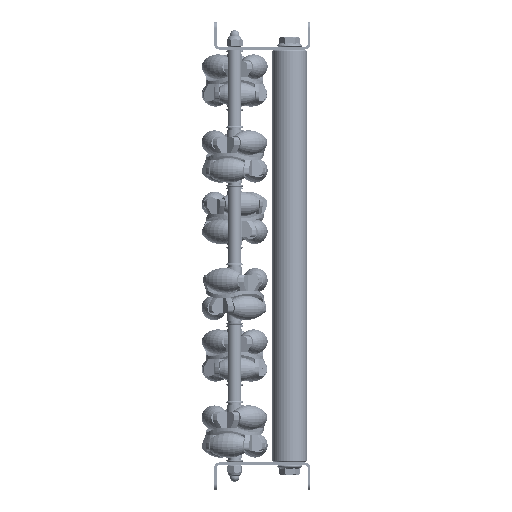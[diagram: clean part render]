
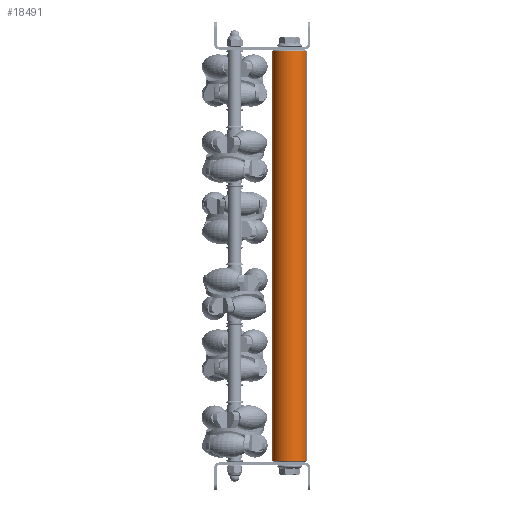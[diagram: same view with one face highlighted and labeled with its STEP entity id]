
A CAD part, left-side view. The second image highlights one B-rep face of the part: STEP entity #18491.
In plain terms, the highlighted cylindrical face has radius 12.5 mm (diameter 25 mm), a partial arc.
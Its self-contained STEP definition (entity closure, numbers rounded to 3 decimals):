
#703 = CYLINDRICAL_SURFACE ( 'NONE', #15254, 12.5 ) ;
#1385 = EDGE_CURVE ( 'NONE', #25692, #12914, #14819, .T. ) ;
#3192 = CARTESIAN_POINT ( 'NONE',  ( 299., 0., 0. ) ) ;
#3318 = VERTEX_POINT ( 'NONE', #3650 ) ;
#3469 = CIRCLE ( 'NONE', #19135, 12.5 ) ;
#3650 = CARTESIAN_POINT ( 'NONE',  ( 1., 0., 12.5 ) ) ;
#3910 = ORIENTED_EDGE ( 'NONE', *, *, #1385, .F. ) ;
#4610 = CARTESIAN_POINT ( 'NONE',  ( 1., 0., 0. ) ) ;
#5862 = DIRECTION ( 'NONE',  ( -1., 0., 0. ) ) ;
#5992 = FACE_OUTER_BOUND ( 'NONE', #29296, .T. ) ;
#6564 = ORIENTED_EDGE ( 'NONE', *, *, #12916, .T. ) ;
#6849 = DIRECTION ( 'NONE',  ( 1., 0., 0. ) ) ;
#7113 = EDGE_CURVE ( 'NONE', #25692, #7915, #3469, .T. ) ;
#7915 = VERTEX_POINT ( 'NONE', #8574 ) ;
#8574 = CARTESIAN_POINT ( 'NONE',  ( 299., 0., 12.5 ) ) ;
#12099 = CARTESIAN_POINT ( 'NONE',  ( 300., 0., 0. ) ) ;
#12432 = CARTESIAN_POINT ( 'NONE',  ( 300., 0., -12.5 ) ) ;
#12914 = VERTEX_POINT ( 'NONE', #18402 ) ;
#12916 = EDGE_CURVE ( 'NONE', #3318, #12914, #24154, .T. ) ;
#14819 = LINE ( 'NONE', #12432, #15547 ) ;
#15254 = AXIS2_PLACEMENT_3D ( 'NONE', #12099, #19631, #27906 ) ;
#15547 = VECTOR ( 'NONE', #28239, 1000. ) ;
#16536 = DIRECTION ( 'NONE',  ( 0., 0., -1. ) ) ;
#18402 = CARTESIAN_POINT ( 'NONE',  ( 1., 0., -12.5 ) ) ;
#18491 = ADVANCED_FACE ( 'NONE', ( #5992 ), #703, .T. ) ;
#19135 = AXIS2_PLACEMENT_3D ( 'NONE', #3192, #5862, #16536 ) ;
#19631 = DIRECTION ( 'NONE',  ( -1., 0., 0. ) ) ;
#19853 = AXIS2_PLACEMENT_3D ( 'NONE', #4610, #6849, #29303 ) ;
#21479 = DIRECTION ( 'NONE',  ( -1., 0., 0. ) ) ;
#22178 = CARTESIAN_POINT ( 'NONE',  ( 299., 0., -12.5 ) ) ;
#22587 = ORIENTED_EDGE ( 'NONE', *, *, #7113, .T. ) ;
#23888 = CARTESIAN_POINT ( 'NONE',  ( 300., 0., 12.5 ) ) ;
#24154 = CIRCLE ( 'NONE', #19853, 12.5 ) ;
#25187 = EDGE_CURVE ( 'NONE', #7915, #3318, #28496, .T. ) ;
#25692 = VERTEX_POINT ( 'NONE', #22178 ) ;
#27445 = ORIENTED_EDGE ( 'NONE', *, *, #25187, .T. ) ;
#27562 = VECTOR ( 'NONE', #21479, 1000. ) ;
#27906 = DIRECTION ( 'NONE',  ( 0., 0., 1. ) ) ;
#28239 = DIRECTION ( 'NONE',  ( -1., 0., 0. ) ) ;
#28496 = LINE ( 'NONE', #23888, #27562 ) ;
#29296 = EDGE_LOOP ( 'NONE', ( #3910, #22587, #27445, #6564 ) ) ;
#29303 = DIRECTION ( 'NONE',  ( 0., 0., -1. ) ) ;
